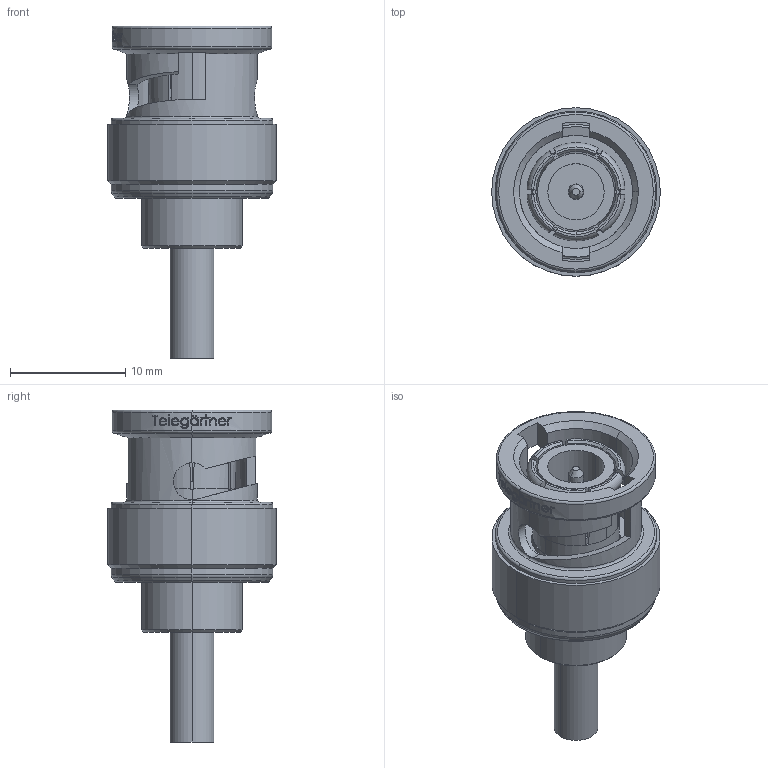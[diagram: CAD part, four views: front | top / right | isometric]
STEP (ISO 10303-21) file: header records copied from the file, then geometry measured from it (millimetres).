
FILE_DESCRIPTION (( 'STEP AP214' ), '1' );
FILE_NAME ('J01000A0042.STEP', '2013-05-02T13:52:47', ( 'Wartung' ), ( '' ), 'SwSTEP 2.0', 'SolidWorks 2012', '' );
FILE_SCHEMA (( 'AUTOMOTIVE_DESIGN' ));
Length unit declared in the file: millimetre
Products named in the file (1): J01000A0042
Bounding box: 14.6 x 14.6 x 28.75 mm (x, y, z)
Volume: 1860.5 mm3; surface area: 2032.1 mm2
Topology: 1 solids, 1 shells, 319 faces, 831 edges, 538 vertices
Faces by surface type: plane 120, bspline 78, cylinder 73, cone 30, torus 18
Entity records: 16120 total; most frequent: CARTESIAN_POINT 5438, ORIENTED_EDGE 1662, DIRECTION 1279, EDGE_CURVE 831, VERTEX_POINT 538, AXIS2_PLACEMENT_3D 452, LINE 375, VECTOR 375
